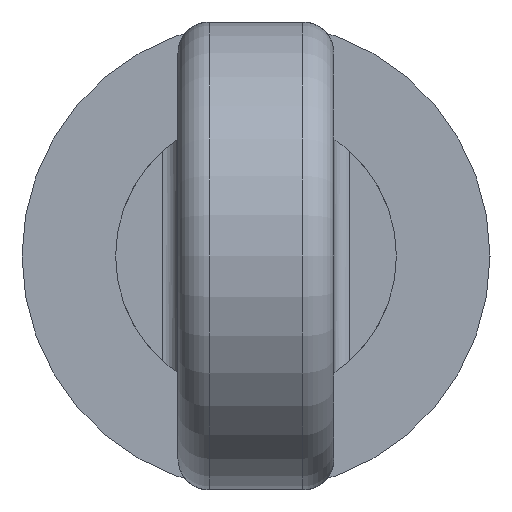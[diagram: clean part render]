
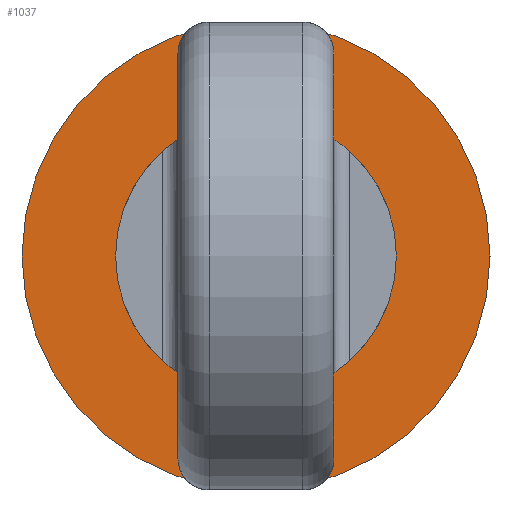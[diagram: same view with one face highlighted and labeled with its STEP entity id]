
A CAD part, left-side view. The second image highlights one B-rep face of the part: STEP entity #1037.
In plain terms, the highlighted planar face has unit normal (-1, 0, 0).
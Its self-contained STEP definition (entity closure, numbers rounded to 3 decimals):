
#33=FACE_BOUND('',#212,.T.);
#85=PLANE('',#1167);
#139=FACE_OUTER_BOUND('',#211,.T.);
#211=EDGE_LOOP('',(#841));
#212=EDGE_LOOP('',(#842));
#404=CIRCLE('',#1105,3.5);
#405=CIRCLE('',#1107,7.5);
#455=VERTEX_POINT('',#1576);
#456=VERTEX_POINT('',#1580);
#549=EDGE_CURVE('',#455,#455,#404,.T.);
#550=EDGE_CURVE('',#456,#456,#405,.T.);
#841=ORIENTED_EDGE('',*,*,#550,.T.);
#842=ORIENTED_EDGE('',*,*,#549,.F.);
#1037=ADVANCED_FACE('',(#139,#33),#85,.T.);
#1105=AXIS2_PLACEMENT_3D('',#1578,#1246,#1247);
#1107=AXIS2_PLACEMENT_3D('',#1581,#1250,#1251);
#1167=AXIS2_PLACEMENT_3D('',#1763,#1408,#1409);
#1246=DIRECTION('center_axis',(-1.,0.,0.));
#1247=DIRECTION('ref_axis',(0.,0.,1.));
#1250=DIRECTION('center_axis',(-1.,0.,0.));
#1251=DIRECTION('ref_axis',(0.,0.,1.));
#1408=DIRECTION('center_axis',(-1.,0.,0.));
#1409=DIRECTION('ref_axis',(0.,0.,1.));
#1576=CARTESIAN_POINT('',(3.,0.,-3.5));
#1578=CARTESIAN_POINT('Origin',(3.,0.,0.));
#1580=CARTESIAN_POINT('',(3.,0.,-7.5));
#1581=CARTESIAN_POINT('Origin',(3.,0.,0.));
#1763=CARTESIAN_POINT('Origin',(3.,0.,0.));
